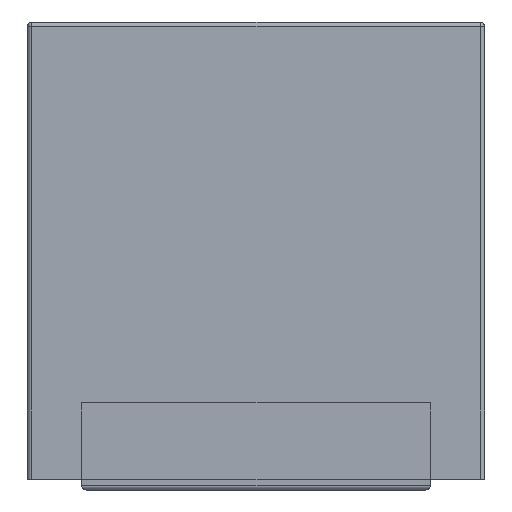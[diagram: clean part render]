
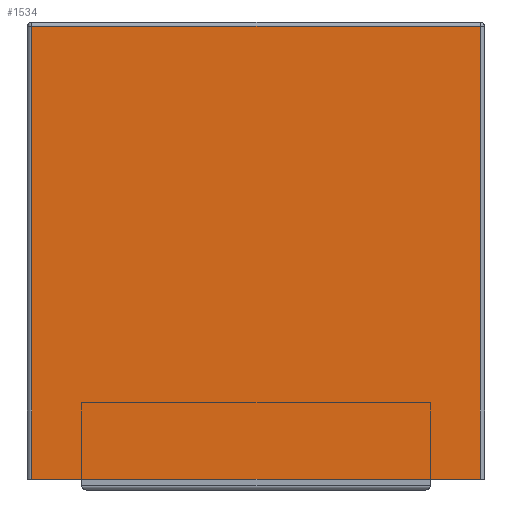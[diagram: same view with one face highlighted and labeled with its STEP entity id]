
A CAD part, left-side view. The second image highlights one B-rep face of the part: STEP entity #1534.
In plain terms, the highlighted planar face has unit normal (-1, 0, 0).
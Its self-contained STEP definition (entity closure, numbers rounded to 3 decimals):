
#201=ORIENTED_EDGE('',*,*,#632,.T.);
#202=ORIENTED_EDGE('',*,*,#582,.T.);
#203=ORIENTED_EDGE('',*,*,#602,.T.);
#204=ORIENTED_EDGE('',*,*,#605,.T.);
#582=EDGE_CURVE('',#805,#803,#950,.T.);
#602=EDGE_CURVE('',#803,#820,#964,.T.);
#605=EDGE_CURVE('',#820,#822,#966,.F.);
#632=EDGE_CURVE('',#822,#805,#989,.F.);
#803=VERTEX_POINT('',#2254);
#805=VERTEX_POINT('',#2257);
#820=VERTEX_POINT('',#2296);
#822=VERTEX_POINT('',#2302);
#950=LINE('',#2256,#1125);
#964=LINE('',#2297,#1139);
#966=LINE('',#2303,#1141);
#989=LINE('',#2358,#1164);
#1125=VECTOR('',#1798,1000.);
#1139=VECTOR('',#1834,1000.);
#1141=VECTOR('',#1840,1000.);
#1164=VECTOR('',#1889,1000.);
#1304=EDGE_LOOP('',(#201,#202,#203,#204));
#1391=FACE_BOUND('',#1304,.T.);
#1472=PLANE('',#1659);
#1534=ADVANCED_FACE('',(#1391),#1472,.F.);
#1659=AXIS2_PLACEMENT_3D('',#2357,#1887,#1888);
#1798=DIRECTION('',(0.,0.,-1.));
#1834=DIRECTION('',(0.,-1.,0.));
#1840=DIRECTION('',(0.,0.,-1.));
#1887=DIRECTION('',(1.,0.,0.));
#1888=DIRECTION('',(0.,0.,-1.));
#1889=DIRECTION('',(0.,-1.,0.));
#2254=CARTESIAN_POINT('',(-3.,1.03,0.));
#2256=CARTESIAN_POINT('',(-3.,1.03,2.1));
#2257=CARTESIAN_POINT('',(-3.,1.03,2.08));
#2296=CARTESIAN_POINT('',(-3.,-1.03,0.));
#2297=CARTESIAN_POINT('',(-3.,1.05,0.));
#2302=CARTESIAN_POINT('',(-3.,-1.03,2.08));
#2303=CARTESIAN_POINT('',(-3.,-1.03,2.1));
#2357=CARTESIAN_POINT('',(-3.,1.05,2.1));
#2358=CARTESIAN_POINT('',(-3.,1.05,2.08));
